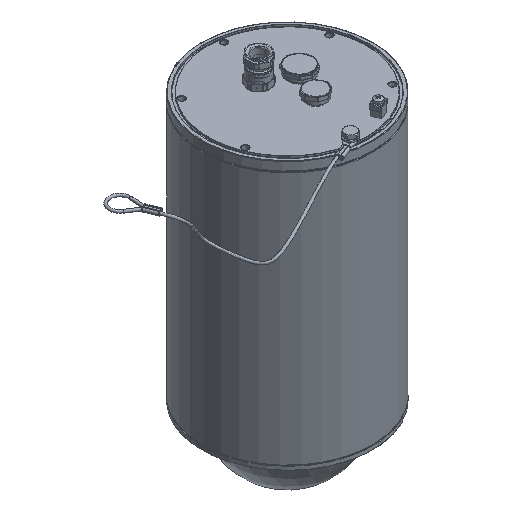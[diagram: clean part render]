
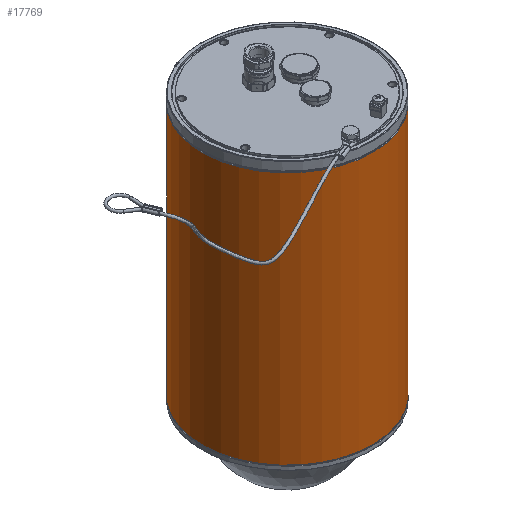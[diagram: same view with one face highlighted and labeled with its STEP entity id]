
A CAD part, isometric view. The second image highlights one B-rep face of the part: STEP entity #17769.
In plain terms, the highlighted cylindrical face has radius 97.5 mm (diameter 195 mm), a full revolution.
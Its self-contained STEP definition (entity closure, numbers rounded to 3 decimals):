
#1680=CYLINDRICAL_SURFACE('',#19613,97.5);
#2109=FACE_OUTER_BOUND('',#3345,.T.);
#3345=EDGE_LOOP('',(#12086,#12087,#12088,#12089,#12090));
#4653=LINE('',#27947,#5372);
#5372=VECTOR('',#22206,97.5);
#6117=CIRCLE('',#19609,97.5);
#6120=CIRCLE('',#19614,97.5);
#6121=CIRCLE('',#19615,97.5);
#7598=VERTEX_POINT('',#27937);
#7600=VERTEX_POINT('',#27946);
#7601=VERTEX_POINT('',#27948);
#9258=EDGE_CURVE('',#7598,#7598,#6117,.T.);
#9262=EDGE_CURVE('',#7598,#7600,#4653,.T.);
#9263=EDGE_CURVE('',#7601,#7600,#6120,.T.);
#9264=EDGE_CURVE('',#7600,#7601,#6121,.T.);
#12086=ORIENTED_EDGE('',*,*,#9258,.F.);
#12087=ORIENTED_EDGE('',*,*,#9262,.T.);
#12088=ORIENTED_EDGE('',*,*,#9263,.F.);
#12089=ORIENTED_EDGE('',*,*,#9264,.F.);
#12090=ORIENTED_EDGE('',*,*,#9262,.F.);
#17769=ADVANCED_FACE('',(#2109),#1680,.T.);
#19609=AXIS2_PLACEMENT_3D('',#27939,#22195,#22196);
#19613=AXIS2_PLACEMENT_3D('',#27945,#22204,#22205);
#19614=AXIS2_PLACEMENT_3D('',#27949,#22207,#22208);
#19615=AXIS2_PLACEMENT_3D('',#27950,#22209,#22210);
#22195=DIRECTION('center_axis',(0.,0.,-1.));
#22196=DIRECTION('ref_axis',(1.,0.,0.));
#22204=DIRECTION('center_axis',(0.,0.,-1.));
#22205=DIRECTION('ref_axis',(-1.,0.,0.));
#22206=DIRECTION('',(0.,0.,1.));
#22207=DIRECTION('center_axis',(0.,0.,1.));
#22208=DIRECTION('ref_axis',(1.,0.,0.));
#22209=DIRECTION('center_axis',(0.,0.,1.));
#22210=DIRECTION('ref_axis',(1.,0.,0.));
#27937=CARTESIAN_POINT('',(97.5,0.,0.541));
#27939=CARTESIAN_POINT('Origin',(0.,0.,0.541));
#27945=CARTESIAN_POINT('Origin',(0.,0.,290.));
#27946=CARTESIAN_POINT('',(97.5,0.,289.293));
#27947=CARTESIAN_POINT('',(97.5,0.,290.));
#27948=CARTESIAN_POINT('',(-97.5,0.,289.293));
#27949=CARTESIAN_POINT('Origin',(0.,0.,289.293));
#27950=CARTESIAN_POINT('Origin',(0.,0.,289.293));
